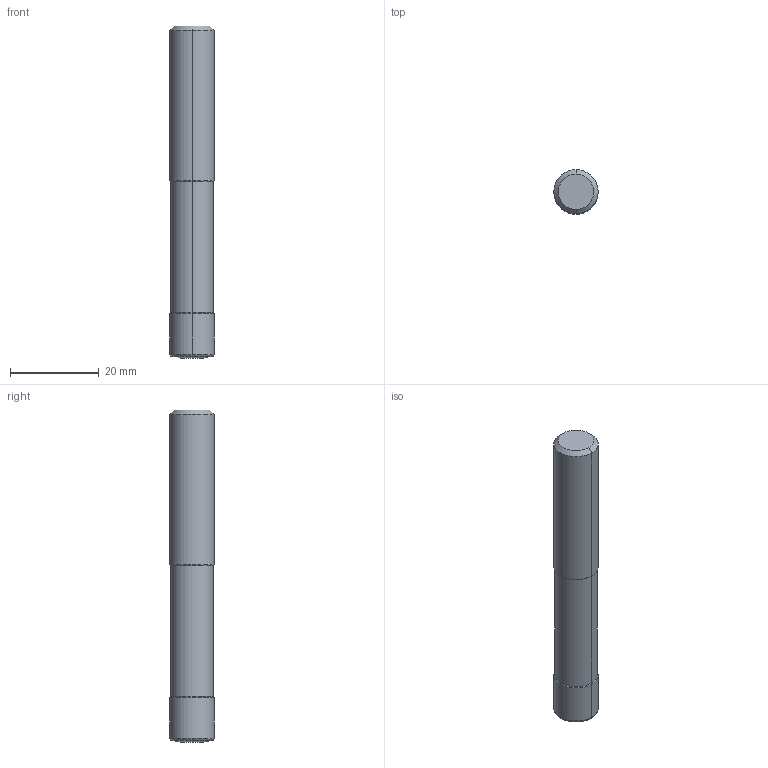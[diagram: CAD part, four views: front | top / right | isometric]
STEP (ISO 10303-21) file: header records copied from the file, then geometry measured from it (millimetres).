
FILE_DESCRIPTION(('STEP AP214'),'1');
FILE_NAME('gggggE43.stp','2022-08-29T12:35:09',(' '),(' '),'Spatial InterOp 3D',' ',' ');
FILE_SCHEMA(('AUTOMOTIVE_DESIGN { 1 0 10303 214 1 1 1 1 }'));
Length unit declared in the file: millimetre
Products named in the file (1): 1
Bounding box: 10 x 10 x 75 mm (x, y, z)
Volume: 5698.8 mm3; surface area: 2605.9 mm2
Topology: 2 solids, 2 shells, 20 faces, 62 edges, 47 vertices
Faces by surface type: cylinder 6, torus 6, cone 4, plane 4
Entity records: 906 total; most frequent: DIRECTION 150, CARTESIAN_POINT 119, ORIENTED_EDGE 94, AXIS2_PLACEMENT_3D 66, EDGE_CURVE 47, CIRCLE 40, VERTEX_POINT 31, STYLED_ITEM 23
